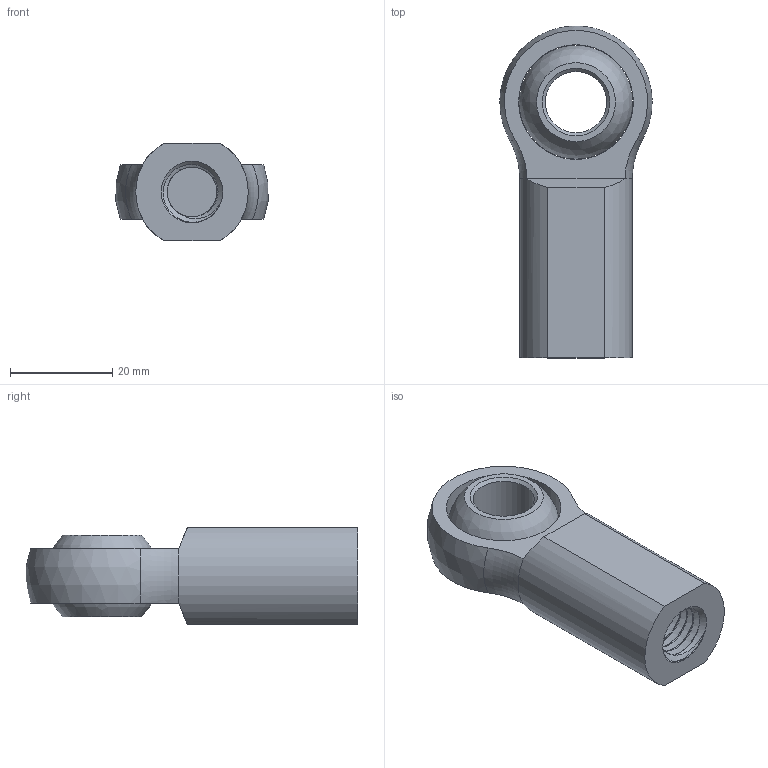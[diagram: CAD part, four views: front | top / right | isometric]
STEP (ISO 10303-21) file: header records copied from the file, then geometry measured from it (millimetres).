
FILE_DESCRIPTION(/* description */ (''),/* implementation_level */ '2;1');
FILE_NAME(/* name */ 'METRIC BALL JOINT v1.step',/* time_stamp */ '2022-03-25T20:58:07-04:00',/* author */ (''),/* organization */ (''),/* preprocessor_version */ 'ST-DEVELOPER v18.1',/* originating_system */ 'Autodesk Translation Framework v10.13.0.1454',/* authorisation */ '');
FILE_SCHEMA (('AUTOMOTIVE_DESIGN { 1 0 10303 214 3 1 1 }'));
Length unit declared in the file: millimetre
Products named in the file (1): METRIC BALL JOINT
Bounding box: 29.76 x 64.89 x 19 mm (x, y, z)
Volume: 16935 mm3; surface area: 8220 mm2
Topology: 2 solids, 2 shells, 52 faces, 136 edges, 89 vertices
Faces by surface type: cylinder 33, plane 10, cone 3, sphere 2, torus 2, bspline 2
Full cylindrical faces by diameter (mm): 9.727 x12, 12 x14, 22.452 x1
Entity records: 6801 total; most frequent: CARTESIAN_POINT 5608, ORIENTED_EDGE 272, DIRECTION 198, EDGE_CURVE 136, VERTEX_POINT 89, AXIS2_PLACEMENT_3D 78, EDGE_LOOP 57, B_SPLINE_CURVE_WITH_KNOTS 53
